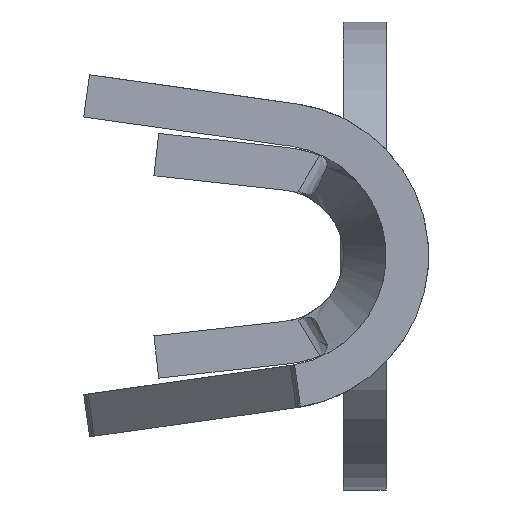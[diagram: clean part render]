
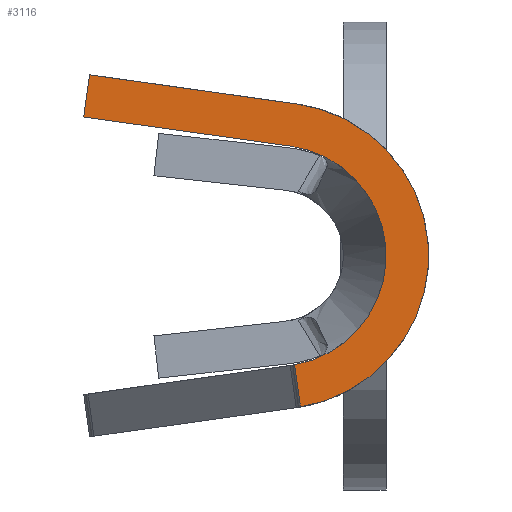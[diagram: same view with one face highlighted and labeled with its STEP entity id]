
A CAD part, left-side view. The second image highlights one B-rep face of the part: STEP entity #3116.
In plain terms, the highlighted planar face has unit normal (-1, 0, 0).
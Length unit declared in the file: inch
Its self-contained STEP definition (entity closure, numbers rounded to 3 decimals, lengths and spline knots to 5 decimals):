
#62 = ORIENTED_EDGE ( 'NONE', *, *, #3506, .F. ) ;
#106 = CARTESIAN_POINT ( 'NONE',  ( -0.385, 0.142, 0.0652 ) ) ;
#246 = VERTEX_POINT ( 'NONE', #106 ) ;
#318 = ORIENTED_EDGE ( 'NONE', *, *, #405, .F. ) ;
#346 = CARTESIAN_POINT ( 'NONE',  ( -0.385, 0.052, 0. ) ) ;
#405 = EDGE_CURVE ( 'NONE', #4685, #927, #1312, .T. ) ;
#556 = LINE ( 'NONE', #892, #4334 ) ;
#722 = DIRECTION ( 'NONE',  ( 0., 0., -1. ) ) ;
#732 = EDGE_LOOP ( 'NONE', ( #2393, #2374, #1891, #318, #62, #2993 ) ) ;
#782 = CIRCLE ( 'NONE', #1294, 0.072 ) ;
#892 = CARTESIAN_POINT ( 'NONE',  ( -0.385, 0.04474, 0.05149 ) ) ;
#927 = VERTEX_POINT ( 'NONE', #2365 ) ;
#1047 = DIRECTION ( 'NONE',  ( 1., 0., 0. ) ) ;
#1247 = CARTESIAN_POINT ( 'NONE',  ( -0.385, 0.052, 0. ) ) ;
#1294 = AXIS2_PLACEMENT_3D ( 'NONE', #1247, #3795, #1610 ) ;
#1312 = LINE ( 'NONE', #4649, #1531 ) ;
#1502 = LINE ( 'NONE', #4366, #3960 ) ;
#1531 = VECTOR ( 'NONE', #4667, 39.37008 ) ;
#1573 = EDGE_CURVE ( 'NONE', #927, #2704, #782, .T. ) ;
#1610 = DIRECTION ( 'NONE',  ( 0., 0., -1. ) ) ;
#1628 = DIRECTION ( 'NONE',  ( 0., 0.99, 0.14 ) ) ;
#1784 = DIRECTION ( 'NONE',  ( 0., -0.14, 0.99 ) ) ;
#1803 = DIRECTION ( 'NONE',  ( 0., -0.14, -0.99 ) ) ;
#1891 = ORIENTED_EDGE ( 'NONE', *, *, #1573, .F. ) ;
#1954 = LINE ( 'NONE', #4690, #3788 ) ;
#2111 = VERTEX_POINT ( 'NONE', #3017 ) ;
#2365 = CARTESIAN_POINT ( 'NONE',  ( -0.385, 0.04195, 0.0713 ) ) ;
#2374 = ORIENTED_EDGE ( 'NONE', *, *, #3205, .T. ) ;
#2393 = ORIENTED_EDGE ( 'NONE', *, *, #3179, .F. ) ;
#2430 = CARTESIAN_POINT ( 'NONE',  ( -0.385, 0.04298, -0.05121 ) ) ;
#2704 = VERTEX_POINT ( 'NONE', #3101 ) ;
#2874 = PLANE ( 'NONE',  #4016 ) ;
#2925 = DIRECTION ( 'NONE',  ( -1., 0., 0. ) ) ;
#2991 = VERTEX_POINT ( 'NONE', #2430 ) ;
#2993 = ORIENTED_EDGE ( 'NONE', *, *, #4322, .F. ) ;
#3017 = CARTESIAN_POINT ( 'NONE',  ( -0.385, 0.04474, 0.05149 ) ) ;
#3086 = CARTESIAN_POINT ( 'NONE',  ( -0.385, 0.13921, 0.085 ) ) ;
#3101 = CARTESIAN_POINT ( 'NONE',  ( -0.385, 0.04019, -0.07102 ) ) ;
#3114 = CIRCLE ( 'NONE', #4742, 0.052 ) ;
#3116 = ADVANCED_FACE ( 'NONE', ( #4187 ), #2874, .F. ) ;
#3179 = EDGE_CURVE ( 'NONE', #2991, #2111, #3114, .T. ) ;
#3205 = EDGE_CURVE ( 'NONE', #2991, #2704, #1502, .T. ) ;
#3249 = CARTESIAN_POINT ( 'NONE',  ( -0.385, 0.052, 0. ) ) ;
#3506 = EDGE_CURVE ( 'NONE', #246, #4685, #1954, .T. ) ;
#3611 = DIRECTION ( 'NONE',  ( 0., 0., -1. ) ) ;
#3788 = VECTOR ( 'NONE', #1784, 39.37008 ) ;
#3795 = DIRECTION ( 'NONE',  ( 1., 0., 0. ) ) ;
#3960 = VECTOR ( 'NONE', #1803, 39.37008 ) ;
#4016 = AXIS2_PLACEMENT_3D ( 'NONE', #3249, #1047, #3611 ) ;
#4187 = FACE_OUTER_BOUND ( 'NONE', #732, .T. ) ;
#4322 = EDGE_CURVE ( 'NONE', #2111, #246, #556, .T. ) ;
#4334 = VECTOR ( 'NONE', #1628, 39.37008 ) ;
#4366 = CARTESIAN_POINT ( 'NONE',  ( -0.385, 0.05023, 0.00025 ) ) ;
#4649 = CARTESIAN_POINT ( 'NONE',  ( -0.385, 0.04195, 0.0713 ) ) ;
#4667 = DIRECTION ( 'NONE',  ( 0., -0.99, -0.14 ) ) ;
#4685 = VERTEX_POINT ( 'NONE', #3086 ) ;
#4690 = CARTESIAN_POINT ( 'NONE',  ( -0.385, 0.142, 0.0652 ) ) ;
#4742 = AXIS2_PLACEMENT_3D ( 'NONE', #346, #2925, #722 ) ;
